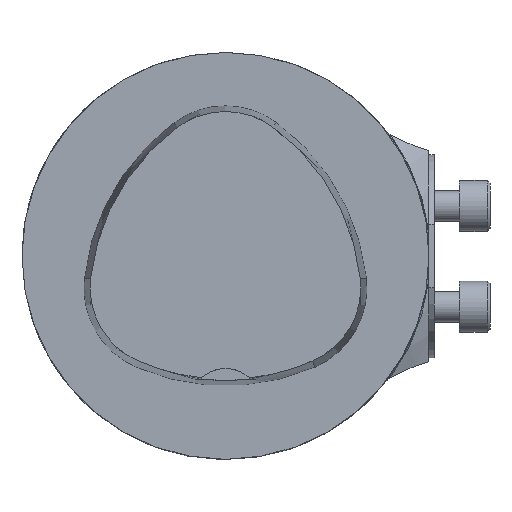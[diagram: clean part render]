
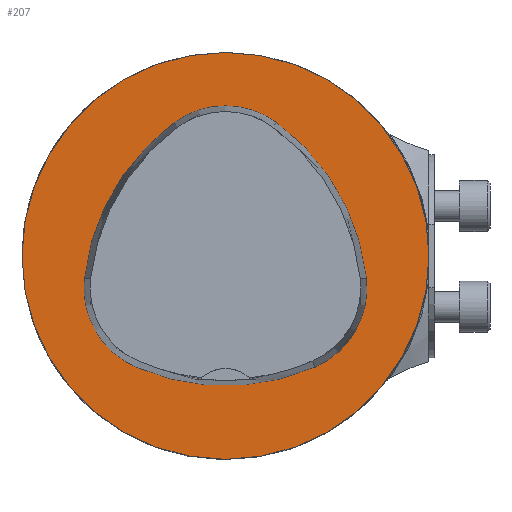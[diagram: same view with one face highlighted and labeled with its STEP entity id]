
A CAD part, top view. The second image highlights one B-rep face of the part: STEP entity #207.
In plain terms, the highlighted planar face has unit normal (0, 0, 1).
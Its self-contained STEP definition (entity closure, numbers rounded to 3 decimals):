
#74=FACE_BOUND('',#360,.T.);
#75=FACE_BOUND('',#361,.T.);
#114=CIRCLE('',#1063,40.);
#121=CIRCLE('',#1104,44.);
#123=CIRCLE('',#1107,17.);
#125=CIRCLE('',#1110,44.);
#127=CIRCLE('',#1113,17.);
#131=CIRCLE('',#1118,44.);
#133=CIRCLE('',#1121,17.);
#207=ADVANCED_FACE('',(#74,#75),#256,.T.);
#256=PLANE('',#1126);
#360=EDGE_LOOP('',(#610,#611,#612,#613,#614,#615));
#361=EDGE_LOOP('',(#616));
#610=ORIENTED_EDGE('',*,*,#896,.T.);
#611=ORIENTED_EDGE('',*,*,#876,.T.);
#612=ORIENTED_EDGE('',*,*,#880,.T.);
#613=ORIENTED_EDGE('',*,*,#883,.T.);
#614=ORIENTED_EDGE('',*,*,#886,.T.);
#615=ORIENTED_EDGE('',*,*,#894,.T.);
#616=ORIENTED_EDGE('',*,*,#818,.F.);
#723=VERTEX_POINT('',#1561);
#762=VERTEX_POINT('',#1765);
#763=VERTEX_POINT('',#1766);
#766=VERTEX_POINT('',#1774);
#768=VERTEX_POINT('',#1780);
#770=VERTEX_POINT('',#1786);
#777=VERTEX_POINT('',#1807);
#818=EDGE_CURVE('',#723,#723,#114,.T.);
#876=EDGE_CURVE('',#762,#763,#121,.T.);
#880=EDGE_CURVE('',#763,#766,#123,.T.);
#883=EDGE_CURVE('',#766,#768,#125,.T.);
#886=EDGE_CURVE('',#768,#770,#127,.T.);
#894=EDGE_CURVE('',#770,#777,#131,.T.);
#896=EDGE_CURVE('',#777,#762,#133,.T.);
#1063=AXIS2_PLACEMENT_3D('',#1560,#1219,#1220);
#1104=AXIS2_PLACEMENT_3D('',#1764,#1323,#1324);
#1107=AXIS2_PLACEMENT_3D('',#1773,#1331,#1332);
#1110=AXIS2_PLACEMENT_3D('',#1779,#1338,#1339);
#1113=AXIS2_PLACEMENT_3D('',#1785,#1345,#1346);
#1118=AXIS2_PLACEMENT_3D('',#1808,#1357,#1358);
#1121=AXIS2_PLACEMENT_3D('',#1811,#1363,#1364);
#1126=AXIS2_PLACEMENT_3D('',#1816,#1373,#1374);
#1219=DIRECTION('',(0.,0.,-1.));
#1220=DIRECTION('',(-1.,0.,0.));
#1323=DIRECTION('',(0.,0.,-1.));
#1324=DIRECTION('',(-1.,0.,0.));
#1331=DIRECTION('',(0.,0.,-1.));
#1332=DIRECTION('',(-1.,0.,0.));
#1338=DIRECTION('',(0.,0.,-1.));
#1339=DIRECTION('',(-1.,0.,0.));
#1345=DIRECTION('',(0.,0.,-1.));
#1346=DIRECTION('',(-1.,0.,0.));
#1357=DIRECTION('',(0.,0.,-1.));
#1358=DIRECTION('',(-1.,0.,0.));
#1363=DIRECTION('',(0.,0.,-1.));
#1364=DIRECTION('',(-1.,0.,0.));
#1373=DIRECTION('',(0.,0.,1.));
#1374=DIRECTION('',(1.,0.,0.));
#1560=CARTESIAN_POINT('',(0.,0.,0.));
#1561=CARTESIAN_POINT('',(-40.,0.,0.));
#1764=CARTESIAN_POINT('',(16.01,-9.224,0.));
#1765=CARTESIAN_POINT('',(-27.722,-4.378,0.));
#1766=CARTESIAN_POINT('',(-10.119,26.178,0.));
#1773=CARTESIAN_POINT('',(-0.023,12.5,0.));
#1774=CARTESIAN_POINT('',(10.049,26.194,0.));
#1779=CARTESIAN_POINT('',(-16.021,-9.25,0.));
#1780=CARTESIAN_POINT('',(27.71,-4.394,0.));
#1785=CARTESIAN_POINT('',(10.814,-6.27,0.));
#1786=CARTESIAN_POINT('',(17.611,-21.852,0.));
#1807=CARTESIAN_POINT('',(-17.652,-21.819,0.));
#1808=CARTESIAN_POINT('',(0.017,18.477,0.));
#1811=CARTESIAN_POINT('',(-10.825,-6.25,0.));
#1816=CARTESIAN_POINT('',(0.,0.,0.));
